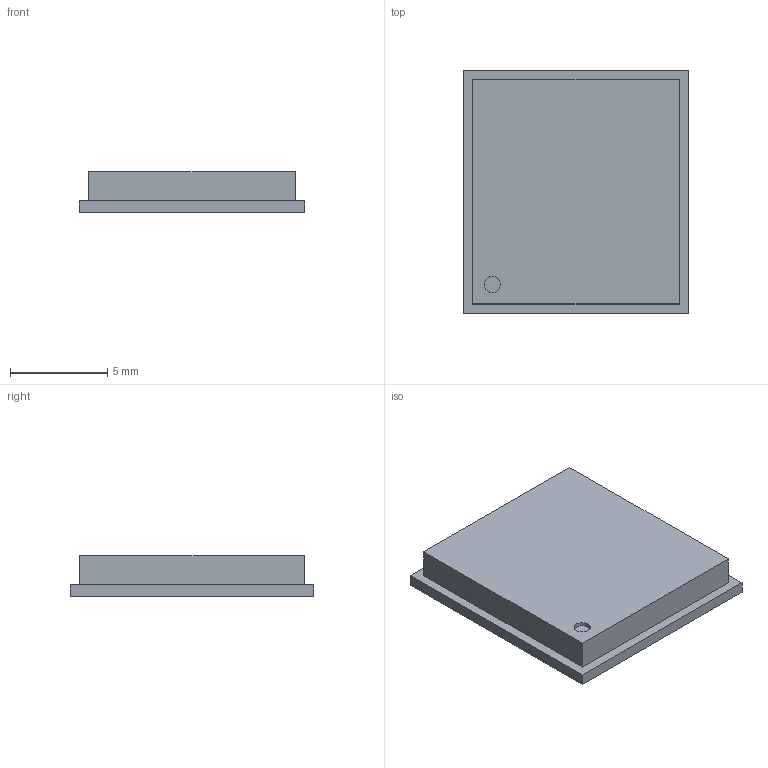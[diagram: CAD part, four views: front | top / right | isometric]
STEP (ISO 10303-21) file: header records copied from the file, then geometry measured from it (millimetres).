
FILE_DESCRIPTION(/* description */ (''),/* implementation_level */ '2;1');
FILE_NAME(/* name */ 'Murata Type ABZ v2.step',/* time_stamp */ '2018-10-13T18:22:27+02:00',/* author */ ('specialized864'),/* organization */ (''),/* preprocessor_version */ 'ST-DEVELOPER v17.2',/* originating_system */ 'Autodesk Translation Framework v7.6.0.251',/* authorisation */ '');
FILE_SCHEMA (('AUTOMOTIVE_DESIGN { 1 0 10303 214 3 1 1 }'));
Length unit declared in the file: millimetre
Products named in the file (1): Murata Type ABZ
Bounding box: 11.6 x 12.5 x 2.1 mm (x, y, z)
Volume: 269.7 mm3; surface area: 629.5 mm2
Topology: 2 solids, 2 shells, 14 faces, 27 edges, 18 vertices
Faces by surface type: plane 13, cylinder 1
Full cylindrical faces by diameter (mm): 0.835 x1
Entity records: 392 total; most frequent: CARTESIAN_POINT 60, DIRECTION 59, ORIENTED_EDGE 54, EDGE_CURVE 27, LINE 25, VECTOR 25, VERTEX_POINT 18, AXIS2_PLACEMENT_3D 17
